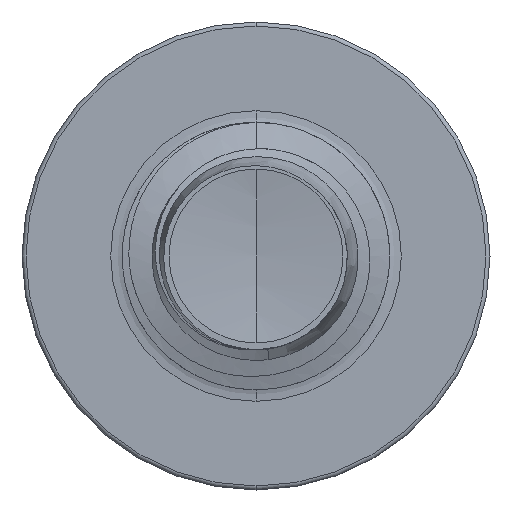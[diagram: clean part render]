
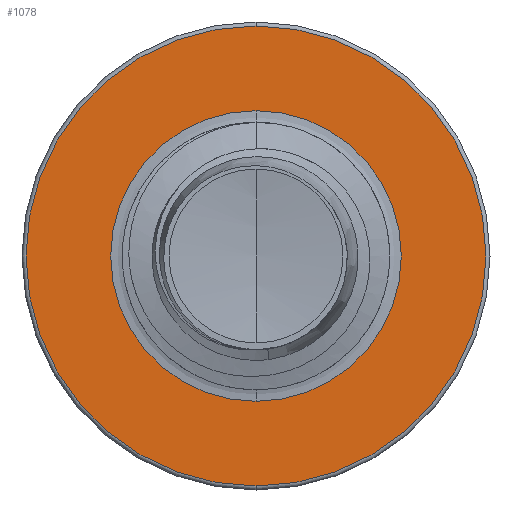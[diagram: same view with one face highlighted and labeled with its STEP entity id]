
A CAD part, front view. The second image highlights one B-rep face of the part: STEP entity #1078.
In plain terms, the highlighted planar face has unit normal (0, -1, 0).
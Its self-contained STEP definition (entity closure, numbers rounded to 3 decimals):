
#412 = DIRECTION ( 'NONE',  ( 0., 1., 0. ) ) ;
#1078 = ADVANCED_FACE ( 'NONE', ( #5618, #9809 ), #3621, .F. ) ;
#2077 = ORIENTED_EDGE ( 'NONE', *, *, #9879, .F. ) ;
#2444 = CARTESIAN_POINT ( 'NONE',  ( 0., 4., 3.44 ) ) ;
#2462 = CIRCLE ( 'NONE', #6025, 3.44 ) ;
#2535 = DIRECTION ( 'NONE',  ( 0., 0., 1. ) ) ;
#2550 = DIRECTION ( 'NONE',  ( 0., 1., 0. ) ) ;
#2561 = CARTESIAN_POINT ( 'NONE',  ( 0., 4., 0. ) ) ;
#2595 = VERTEX_POINT ( 'NONE', #5893 ) ;
#3621 = PLANE ( 'NONE',  #5376 ) ;
#3818 = CARTESIAN_POINT ( 'NONE',  ( 0., 4., 0. ) ) ;
#3955 = CARTESIAN_POINT ( 'NONE',  ( 0., 4., -2.174 ) ) ;
#4220 = DIRECTION ( 'NONE',  ( 0., 0., 1. ) ) ;
#4234 = DIRECTION ( 'NONE',  ( 0., 1., 0. ) ) ;
#4847 = DIRECTION ( 'NONE',  ( 0., 0., 1. ) ) ;
#4853 = ORIENTED_EDGE ( 'NONE', *, *, #10736, .T. ) ;
#5210 = VERTEX_POINT ( 'NONE', #2444 ) ;
#5376 = AXIS2_PLACEMENT_3D ( 'NONE', #3955, #4234, #4220 ) ;
#5443 = CARTESIAN_POINT ( 'NONE',  ( 0., 4., 0. ) ) ;
#5618 = FACE_OUTER_BOUND ( 'NONE', #9357, .T. ) ;
#5725 = CIRCLE ( 'NONE', #6430, 2.174 ) ;
#5893 = CARTESIAN_POINT ( 'NONE',  ( 0., 4., 2.174 ) ) ;
#6025 = AXIS2_PLACEMENT_3D ( 'NONE', #2561, #2550, #2535 ) ;
#6393 = DIRECTION ( 'NONE',  ( 0., 0., 1. ) ) ;
#6430 = AXIS2_PLACEMENT_3D ( 'NONE', #5443, #11308, #6393 ) ;
#6815 = CARTESIAN_POINT ( 'NONE',  ( 0., 4., 0. ) ) ;
#7804 = VERTEX_POINT ( 'NONE', #9216 ) ;
#7805 = DIRECTION ( 'NONE',  ( 0., 0., 1. ) ) ;
#8218 = CIRCLE ( 'NONE', #11685, 3.44 ) ;
#8914 = ORIENTED_EDGE ( 'NONE', *, *, #11702, .F. ) ;
#9216 = CARTESIAN_POINT ( 'NONE',  ( 0., 4., -3.44 ) ) ;
#9357 = EDGE_LOOP ( 'NONE', ( #8914, #2077 ) ) ;
#9809 = FACE_BOUND ( 'NONE', #11317, .T. ) ;
#9879 = EDGE_CURVE ( 'NONE', #7804, #5210, #2462, .T. ) ;
#10398 = DIRECTION ( 'NONE',  ( 0., 1., 0. ) ) ;
#10587 = CARTESIAN_POINT ( 'NONE',  ( 0., 4., -2.174 ) ) ;
#10736 = EDGE_CURVE ( 'NONE', #2595, #12237, #5725, .T. ) ;
#10885 = AXIS2_PLACEMENT_3D ( 'NONE', #6815, #412, #7805 ) ;
#10921 = EDGE_CURVE ( 'NONE', #12237, #2595, #11105, .T. ) ;
#11105 = CIRCLE ( 'NONE', #10885, 2.174 ) ;
#11308 = DIRECTION ( 'NONE',  ( 0., 1., 0. ) ) ;
#11317 = EDGE_LOOP ( 'NONE', ( #4853, #11855 ) ) ;
#11685 = AXIS2_PLACEMENT_3D ( 'NONE', #3818, #10398, #4847 ) ;
#11702 = EDGE_CURVE ( 'NONE', #5210, #7804, #8218, .T. ) ;
#11855 = ORIENTED_EDGE ( 'NONE', *, *, #10921, .T. ) ;
#12237 = VERTEX_POINT ( 'NONE', #10587 ) ;
